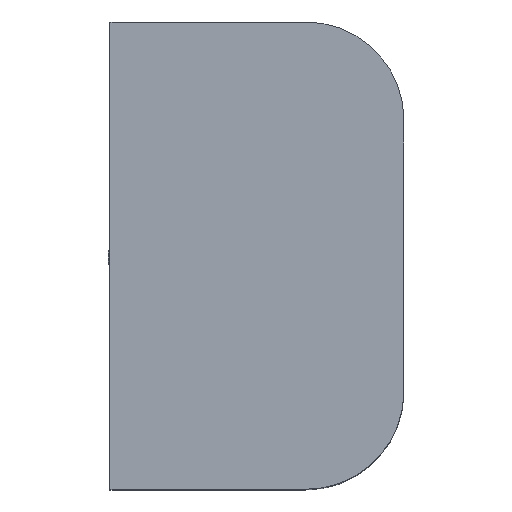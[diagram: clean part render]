
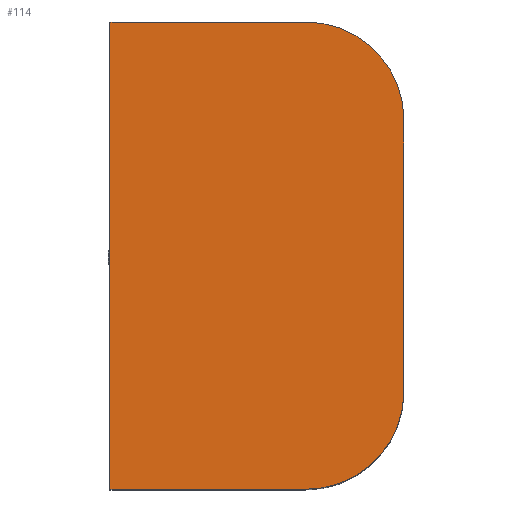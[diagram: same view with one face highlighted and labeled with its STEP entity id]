
A CAD part, top view. The second image highlights one B-rep face of the part: STEP entity #114.
In plain terms, the highlighted planar face has unit normal (0, 0, 1).
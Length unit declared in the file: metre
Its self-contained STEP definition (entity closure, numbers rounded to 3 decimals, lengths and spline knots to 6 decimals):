
#86 = EDGE_CURVE( '', #203, #204, #205, .T. );
#108 = EDGE_CURVE( '', #215, #235, #236, .T. );
#110 = EDGE_CURVE( '', #238, #203, #239, .T. );
#114 = ADVANCED_FACE( '', ( #244 ), #245, .F. );
#120 = EDGE_CURVE( '', #235, #238, #253, .T. );
#122 = EDGE_CURVE( '', #204, #232, #255, .T. );
#132 = EDGE_CURVE( '', #232, #215, #268, .T. );
#203 = VERTEX_POINT( '', #337 );
#204 = VERTEX_POINT( '', #338 );
#205 = LINE( '', #339, #340 );
#215 = VERTEX_POINT( '', #355 );
#232 = VERTEX_POINT( '', #382 );
#235 = VERTEX_POINT( '', #387 );
#236 = CIRCLE( '', #388, 0.001 );
#238 = VERTEX_POINT( '', #391 );
#239 = CIRCLE( '', #392, 0.001 );
#244 = FACE_OUTER_BOUND( '', #397, .T. );
#245 = PLANE( '', #398 );
#253 = LINE( '', #409, #410 );
#255 = LINE( '', #413, #414 );
#268 = LINE( '', #431, #432 );
#337 = CARTESIAN_POINT( '', ( 0.00051, -0.002375, 0.003985 ) );
#338 = CARTESIAN_POINT( '', ( -0.00149, -0.002375, 0.003985 ) );
#339 = CARTESIAN_POINT( '', ( -0.00149, -0.002375, 0.003985 ) );
#340 = VECTOR( '', #525, 1. );
#355 = CARTESIAN_POINT( '', ( 0.00051, 0.002395, 0.003985 ) );
#382 = CARTESIAN_POINT( '', ( -0.00149, 0.002395, 0.003985 ) );
#387 = CARTESIAN_POINT( '', ( 0.00151, 0.001395, 0.003985 ) );
#388 = AXIS2_PLACEMENT_3D( '', #547, #548, #549 );
#391 = CARTESIAN_POINT( '', ( 0.00151, -0.001375, 0.003985 ) );
#392 = AXIS2_PLACEMENT_3D( '', #550, #551, #552 );
#397 = EDGE_LOOP( '', ( #560, #561, #562, #563, #564, #565 ) );
#398 = AXIS2_PLACEMENT_3D( '', #566, #567, #568 );
#409 = CARTESIAN_POINT( '', ( 0.00151, 0.001395, 0.003985 ) );
#410 = VECTOR( '', #576, 1. );
#413 = CARTESIAN_POINT( '', ( -0.00149, 0.002395, 0.003985 ) );
#414 = VECTOR( '', #577, 1. );
#431 = CARTESIAN_POINT( '', ( -0.00149, 0.002395, 0.003985 ) );
#432 = VECTOR( '', #595, 1. );
#525 = DIRECTION( '', ( -1., 0., 0. ) );
#547 = CARTESIAN_POINT( '', ( 0.00051, 0.001395, 0.003985 ) );
#548 = DIRECTION( '', ( 0., 0., -1. ) );
#549 = DIRECTION( '', ( 0., -1., 0. ) );
#550 = CARTESIAN_POINT( '', ( 0.00051, -0.001375, 0.003985 ) );
#551 = DIRECTION( '', ( 0., 0., -1. ) );
#552 = DIRECTION( '', ( 0., -1., 0. ) );
#560 = ORIENTED_EDGE( '', *, *, #132, .F. );
#561 = ORIENTED_EDGE( '', *, *, #122, .F. );
#562 = ORIENTED_EDGE( '', *, *, #86, .F. );
#563 = ORIENTED_EDGE( '', *, *, #110, .F. );
#564 = ORIENTED_EDGE( '', *, *, #120, .F. );
#565 = ORIENTED_EDGE( '', *, *, #108, .F. );
#566 = CARTESIAN_POINT( '', ( 0.00051, 0.001395, 0.003985 ) );
#567 = DIRECTION( '', ( 0., 0., -1. ) );
#568 = DIRECTION( '', ( -1., 0., 0. ) );
#576 = DIRECTION( '', ( 0., -1., 0. ) );
#577 = DIRECTION( '', ( 0., 1., 0. ) );
#595 = DIRECTION( '', ( 1., 0., 0. ) );
